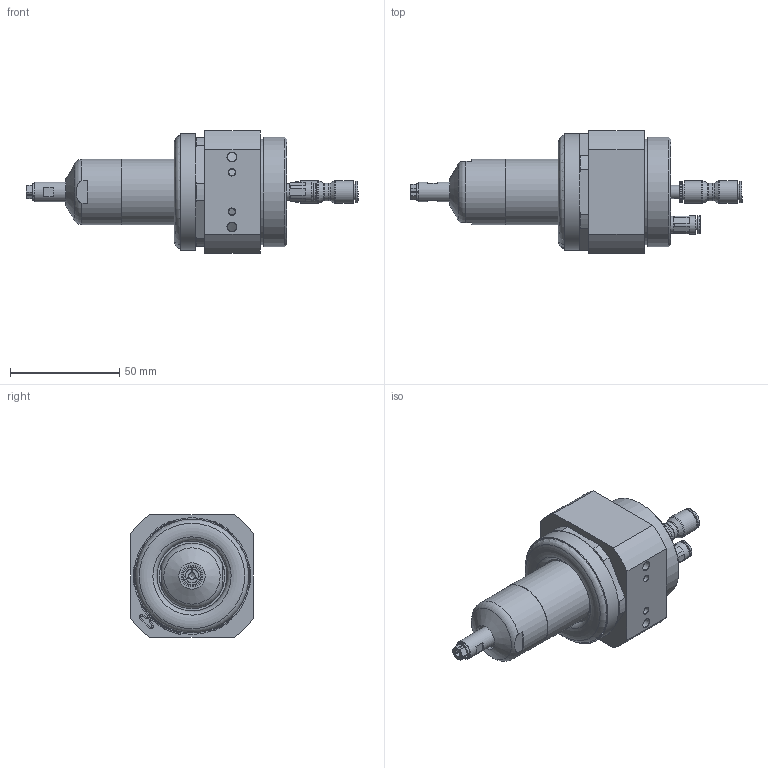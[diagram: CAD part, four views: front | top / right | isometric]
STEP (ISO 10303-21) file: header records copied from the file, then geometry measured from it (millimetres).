
FILE_DESCRIPTION(/* description */ (''),/* implementation_level */ '2;1');
FILE_NAME(/* name */ 'ESR 1000_60007425.stp',/* time_stamp */ '2014-12-10T10:35:20+01:00',/* author */ ('ekoch'),/* organization */ (''),/* preprocessor_version */ 'ST-DEVELOPER v15.2',/* originating_system */ 'Autodesk Inventor 2014',/* authorisation */ '');
FILE_SCHEMA (('AUTOMOTIVE_DESIGN { 1 0 10303 214 3 1 1 }'));
Length unit declared in the file: millimetre
Products named in the file (1): ESR 1000_60007425
Bounding box: 151.82 x 56 x 56 mm (x, y, z)
Volume: 156552 mm3; surface area: 31263.5 mm2
Topology: 2 solids, 4 shells, 283 faces, 703 edges, 456 vertices
Faces by surface type: plane 135, cylinder 87, cone 45, torus 16
Full cylindrical faces by diameter (mm): 3 x3, 3.1 x1, 4 x2, 4.134 x3, 4.459 x1, 5.2 x1, 6 x2, 7.2 x3, 7.8 x2, 8 x1, 8.1 x1, 8.5 x1, 9 x1, 9.9 x3, 10 x1, 10.5 x2, 11 x1, 12 x1, 18 x1, 29.8 x1, 30 x1, 32 x1, 34 x1, 45 x1, 48 x1, 48.178 x1, 48.376 x1, 50 x2
Entity records: 8293 total; most frequent: CARTESIAN_POINT 1696, DIRECTION 1330, ORIENTED_EDGE 1184, EDGE_CURVE 592, AXIS2_PLACEMENT_3D 538, VERTEX_POINT 421, EDGE_LOOP 405, ADVANCED_FACE 283
